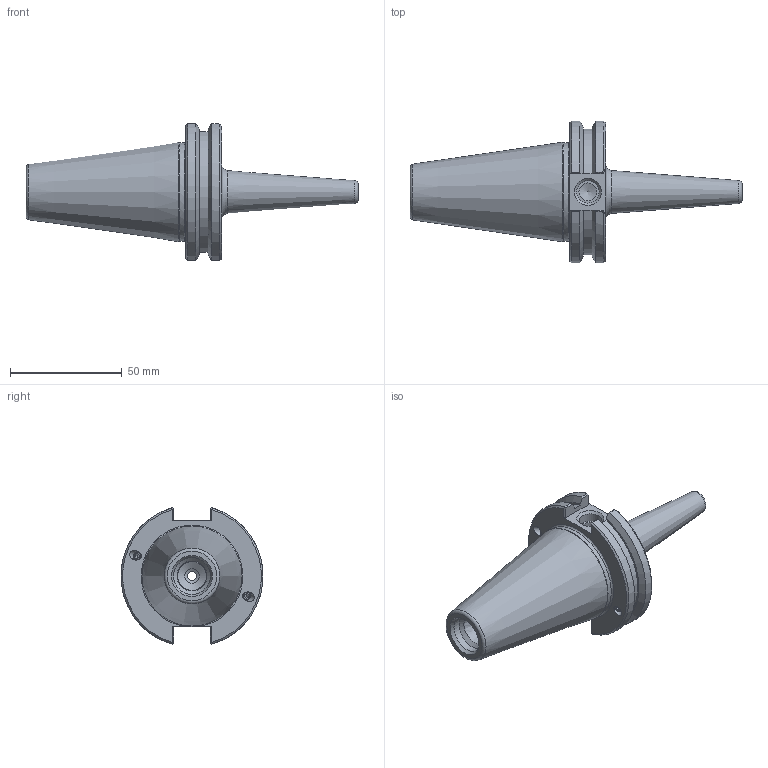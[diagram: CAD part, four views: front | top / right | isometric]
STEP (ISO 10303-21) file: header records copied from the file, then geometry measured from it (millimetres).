
FILE_DESCRIPTION((''),'2;1');
FILE_NAME('INT''C40-M04SF80-9.iam.step','2010-04-23T08:15:09',(''),(''),'Autodesk Inventor 2009','Autodesk Inventor 2009','');
FILE_SCHEMA(('AUTOMOTIVE_DESIGN { 1 0 10303 214 1 1 1 1 }'));
Products named in the file (3): C40-M04SF80-9; C40BC-M04SF80-9-1; 029-965
Assembly tree (5 placements, depth 2):
  C40-M04SF80-9
    C40BC-M04SF80-9-1
    029-965  x4
Bounding box: 148.26 x 63.37 x 61.05 mm (x, y, z)
Volume: 108443.9 mm3; surface area: 25408.4 mm2
Topology: 5 solids, 5 shells, 149 faces, 348 edges, 226 vertices
Faces by surface type: plane 76, cylinder 28, cone 25, bspline 18, torus 2
Full cylindrical faces by diameter (mm): 3.3 x4, 3.987 x1, 4 x8, 4.1 x4, 4.2 x4, 43.942 x1
Entity records: 3283 total; most frequent: CARTESIAN_POINT 960, DIRECTION 435, ORIENTED_EDGE 404, EDGE_CURVE 202, AXIS2_PLACEMENT_3D 173, EDGE_LOOP 155, VERTEX_POINT 149, FACE_OUTER_BOUND 101
